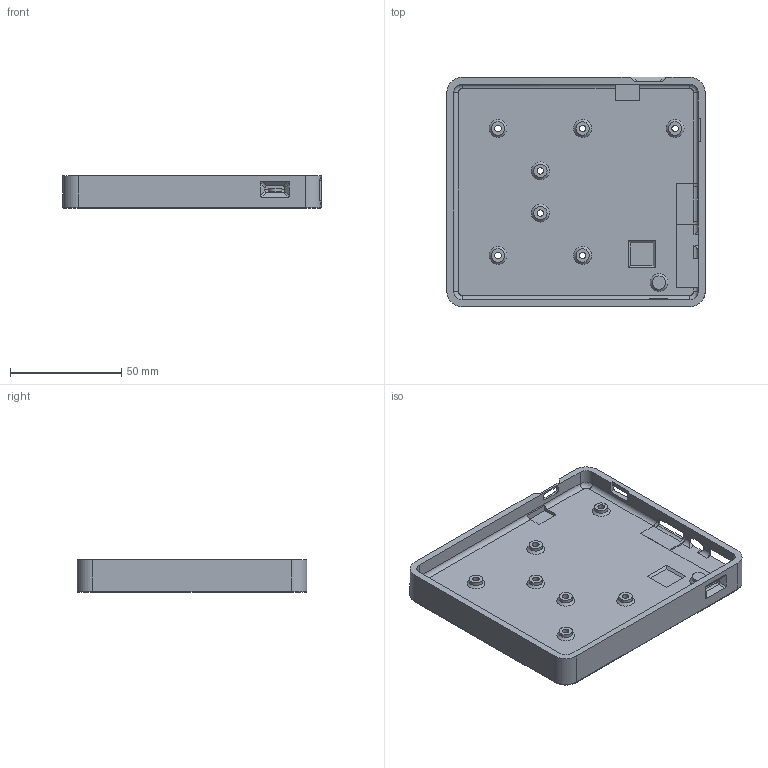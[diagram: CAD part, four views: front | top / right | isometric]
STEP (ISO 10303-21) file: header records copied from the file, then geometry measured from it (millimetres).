
FILE_DESCRIPTION(/* description */ ('','CAx-IF Rec.Pracs.---Representation and Presentation of Product Manufacturing Information (PMI)---4.0---2014-10-13'),/* implementation_level */ '2;1');
FILE_NAME(/* name */ 'DPP Case - Bottom.step',/* time_stamp */ '2024-12-03T16:36:15-05:00',/* author */ (''),/* organization */ (''),/* preprocessor_version */ 'ST-DEVELOPER v20',/* originating_system */ 'Autodesk Translation Framework v13.20.0.188',/* authorisation */ '');
FILE_SCHEMA (('AP242_MANAGED_MODEL_BASED_3D_ENGINEERING_MIM_LF { 1 0 10303 442 1 1 4 }'));
Length unit declared in the file: millimetre
Products named in the file (2): DuckyPad Pro Case; Bottom Plate
Assembly tree (1 placements, depth 2):
  DuckyPad Pro Case
    Bottom Plate
Bounding box: 116 x 103 x 14.75 mm (x, y, z)
Volume: 85630.6 mm3; surface area: 34043.1 mm2
Topology: 1 solids, 1 shells, 180 faces, 467 edges, 300 vertices
Faces by surface type: plane 89, cylinder 67, cone 19, bspline 5
Full cylindrical faces by diameter (mm): 2.9 x7, 4.5 x7, 6 x8
Entity records: 5733 total; most frequent: CARTESIAN_POINT 1023, DIRECTION 989, ORIENTED_EDGE 934, EDGE_CURVE 467, AXIS2_PLACEMENT_3D 348, VERTEX_POINT 300, LINE 293, VECTOR 293
